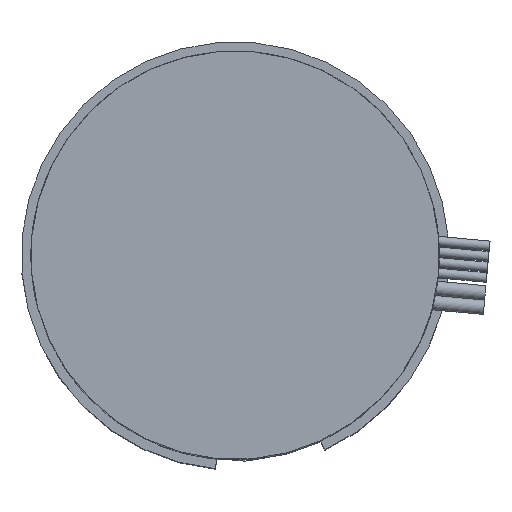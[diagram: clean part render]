
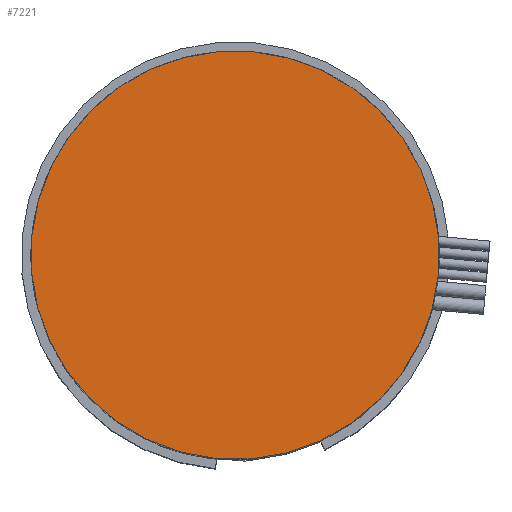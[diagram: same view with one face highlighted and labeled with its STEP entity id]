
A CAD part, top view. The second image highlights one B-rep face of the part: STEP entity #7221.
In plain terms, the highlighted face is planar.
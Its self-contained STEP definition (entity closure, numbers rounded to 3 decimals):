
#795 = CARTESIAN_POINT ( 'NONE',  ( 0., 0., 0. ) ) ;
#1486 = VERTEX_POINT ( 'NONE', #17903 ) ;
#1495 = VERTEX_POINT ( 'NONE', #3171 ) ;
#2370 = ORIENTED_EDGE ( 'NONE', *, *, #3634, .F. ) ;
#3171 = CARTESIAN_POINT ( 'NONE',  ( 0., 0., -21.2 ) ) ;
#3634 = EDGE_CURVE ( 'NONE', #1486, #1495, #18528, .T. ) ;
#4168 = PLANE ( 'NONE',  #13575 ) ;
#5126 = CIRCLE ( 'NONE', #23636, 21.2 ) ;
#5935 = CARTESIAN_POINT ( 'NONE',  ( 0., 0., 0. ) ) ;
#6016 = DIRECTION ( 'NONE',  ( 0., 0., 1. ) ) ;
#6484 = EDGE_CURVE ( 'NONE', #1495, #1486, #5126, .T. ) ;
#7221 = ADVANCED_FACE ( 'NONE', ( #16104 ), #4168, .F. ) ;
#7449 = ORIENTED_EDGE ( 'NONE', *, *, #6484, .F. ) ;
#8043 = DIRECTION ( 'NONE',  ( 0., 1., 0. ) ) ;
#8477 = CARTESIAN_POINT ( 'NONE',  ( 0., 0., 0. ) ) ;
#10448 = DIRECTION ( 'NONE',  ( 0., 0., 1. ) ) ;
#11905 = EDGE_LOOP ( 'NONE', ( #7449, #2370 ) ) ;
#13363 = AXIS2_PLACEMENT_3D ( 'NONE', #795, #8043, #22025 ) ;
#13575 = AXIS2_PLACEMENT_3D ( 'NONE', #8477, #16116, #10448 ) ;
#15557 = DIRECTION ( 'NONE',  ( 0., 1., 0. ) ) ;
#16104 = FACE_OUTER_BOUND ( 'NONE', #11905, .T. ) ;
#16116 = DIRECTION ( 'NONE',  ( 0., 1., 0. ) ) ;
#17903 = CARTESIAN_POINT ( 'NONE',  ( 0., 0., 21.2 ) ) ;
#18528 = CIRCLE ( 'NONE', #13363, 21.2 ) ;
#22025 = DIRECTION ( 'NONE',  ( 0., 0., 1. ) ) ;
#23636 = AXIS2_PLACEMENT_3D ( 'NONE', #5935, #15557, #6016 ) ;
